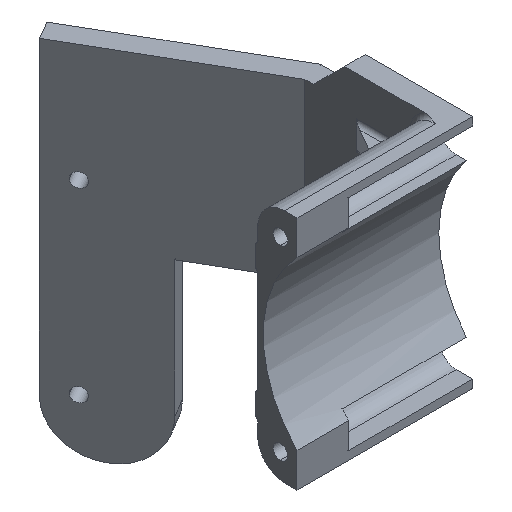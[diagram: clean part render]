
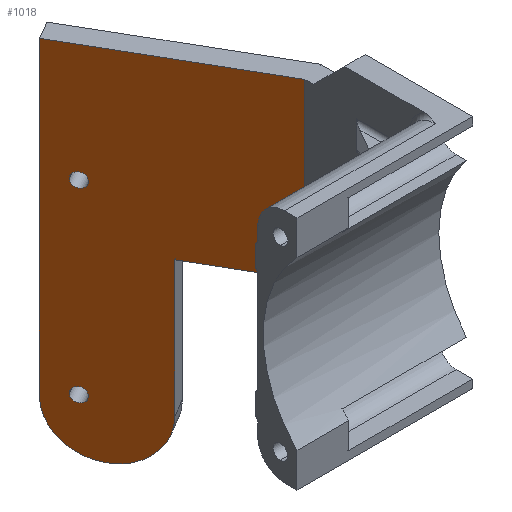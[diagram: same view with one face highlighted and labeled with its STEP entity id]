
A CAD part, isometric view. The second image highlights one B-rep face of the part: STEP entity #1018.
In plain terms, the highlighted planar face has unit normal (-0.866, -0.5, 0).
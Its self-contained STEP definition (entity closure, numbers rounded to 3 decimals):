
#11 = VERTEX_POINT ( 'NONE', #1599 ) ;
#15 = VECTOR ( 'NONE', #882, 1000. ) ;
#16 = ORIENTED_EDGE ( 'NONE', *, *, #456, .F. ) ;
#17 = FACE_BOUND ( 'NONE', #1705, .T. ) ;
#22 = DIRECTION ( 'NONE',  ( 0.5, -0.866, 0. ) ) ;
#52 = CARTESIAN_POINT ( 'NONE',  ( -5., 22.304, -44.793 ) ) ;
#108 = ORIENTED_EDGE ( 'NONE', *, *, #1243, .F. ) ;
#118 = VECTOR ( 'NONE', #1694, 1000. ) ;
#137 = EDGE_CURVE ( 'NONE', #2052, #1567, #200, .T. ) ;
#151 = DIRECTION ( 'NONE',  ( 0.866, 0.5, 0. ) ) ;
#200 = CIRCLE ( 'NONE', #1741, 12. ) ;
#204 = EDGE_LOOP ( 'NONE', ( #251, #1958, #967, #1462, #590, #705 ) ) ;
#237 = CARTESIAN_POINT ( 'NONE',  ( -28.526, 63.052, 18.809 ) ) ;
#251 = ORIENTED_EDGE ( 'NONE', *, *, #320, .T. ) ;
#278 = AXIS2_PLACEMENT_3D ( 'NONE', #506, #1815, #997 ) ;
#313 = VERTEX_POINT ( 'NONE', #1712 ) ;
#320 = EDGE_CURVE ( 'NONE', #313, #1545, #2022, .T. ) ;
#333 = VERTEX_POINT ( 'NONE', #1045 ) ;
#336 = CARTESIAN_POINT ( 'NONE',  ( -22.526, 52.659, -55.961 ) ) ;
#349 = CARTESIAN_POINT ( 'NONE',  ( -5., 22.304, 18.809 ) ) ;
#352 = EDGE_CURVE ( 'NONE', #1286, #1545, #1828, .T. ) ;
#365 = DIRECTION ( 'NONE',  ( 0.5, -0.866, 0. ) ) ;
#372 = CARTESIAN_POINT ( 'NONE',  ( -16.526, 42.267, 18.809 ) ) ;
#405 = CARTESIAN_POINT ( 'NONE',  ( -16.526, 42.267, -55.961 ) ) ;
#445 = VECTOR ( 'NONE', #555, 1000. ) ;
#456 = EDGE_CURVE ( 'NONE', #333, #11, #1468, .T. ) ;
#480 = AXIS2_PLACEMENT_3D ( 'NONE', #521, #1506, #1991 ) ;
#506 = CARTESIAN_POINT ( 'NONE',  ( -12.526, 35.339, -44.793 ) ) ;
#521 = CARTESIAN_POINT ( 'NONE',  ( -25.026, 56.99, -54.591 ) ) ;
#555 = DIRECTION ( 'NONE',  ( 0., 0., 1. ) ) ;
#556 = VERTEX_POINT ( 'NONE', #668 ) ;
#560 = DIRECTION ( 'NONE',  ( 0.5, -0.866, 0. ) ) ;
#590 = ORIENTED_EDGE ( 'NONE', *, *, #2040, .F. ) ;
#666 = FACE_BOUND ( 'NONE', #763, .T. ) ;
#668 = CARTESIAN_POINT ( 'NONE',  ( -24.176, 55.517, -54.591 ) ) ;
#705 = ORIENTED_EDGE ( 'NONE', *, *, #1290, .F. ) ;
#754 = AXIS2_PLACEMENT_3D ( 'NONE', #2066, #1586, #1232 ) ;
#763 = EDGE_LOOP ( 'NONE', ( #108, #16 ) ) ;
#817 = DIRECTION ( 'NONE',  ( 0.5, -0.866, 0. ) ) ;
#882 = DIRECTION ( 'NONE',  ( -0.5, 0.866, 0. ) ) ;
#943 = ORIENTED_EDGE ( 'NONE', *, *, #1890, .F. ) ;
#944 = CARTESIAN_POINT ( 'NONE',  ( -25.876, 58.462, -54.591 ) ) ;
#951 = VERTEX_POINT ( 'NONE', #1831 ) ;
#967 = ORIENTED_EDGE ( 'NONE', *, *, #1062, .F. ) ;
#997 = DIRECTION ( 'NONE',  ( -0.5, 0.866, 0. ) ) ;
#1002 = CARTESIAN_POINT ( 'NONE',  ( -25.026, 56.99, -54.591 ) ) ;
#1018 = ADVANCED_FACE ( 'NONE', ( #17, #666, #1975 ), #1163, .T. ) ;
#1041 = LINE ( 'NONE', #1544, #15 ) ;
#1045 = CARTESIAN_POINT ( 'NONE',  ( -24.176, 55.517, -9.591 ) ) ;
#1062 = EDGE_CURVE ( 'NONE', #1567, #1286, #1376, .T. ) ;
#1145 = CIRCLE ( 'NONE', #1824, 1.7 ) ;
#1163 = PLANE ( 'NONE',  #278 ) ;
#1232 = DIRECTION ( 'NONE',  ( 0.5, -0.866, 0. ) ) ;
#1243 = EDGE_CURVE ( 'NONE', #11, #333, #1145, .T. ) ;
#1286 = VERTEX_POINT ( 'NONE', #237 ) ;
#1290 = EDGE_CURVE ( 'NONE', #313, #951, #1041, .T. ) ;
#1334 = VECTOR ( 'NONE', #365, 1000. ) ;
#1339 = LINE ( 'NONE', #372, #1574 ) ;
#1376 = LINE ( 'NONE', #2035, #118 ) ;
#1462 = ORIENTED_EDGE ( 'NONE', *, *, #137, .F. ) ;
#1468 = CIRCLE ( 'NONE', #754, 1.7 ) ;
#1487 = CARTESIAN_POINT ( 'NONE',  ( -28.526, 63.052, -55.961 ) ) ;
#1506 = DIRECTION ( 'NONE',  ( -0.866, -0.5, 0. ) ) ;
#1544 = CARTESIAN_POINT ( 'NONE',  ( -12.526, 35.339, -23.191 ) ) ;
#1545 = VERTEX_POINT ( 'NONE', #349 ) ;
#1567 = VERTEX_POINT ( 'NONE', #1487 ) ;
#1574 = VECTOR ( 'NONE', #2029, 1000. ) ;
#1586 = DIRECTION ( 'NONE',  ( -0.866, -0.5, 0. ) ) ;
#1599 = CARTESIAN_POINT ( 'NONE',  ( -25.876, 58.462, -9.591 ) ) ;
#1608 = CIRCLE ( 'NONE', #1709, 1.7 ) ;
#1642 = CIRCLE ( 'NONE', #480, 1.7 ) ;
#1684 = DIRECTION ( 'NONE',  ( -0.866, -0.5, 0. ) ) ;
#1685 = ORIENTED_EDGE ( 'NONE', *, *, #2056, .F. ) ;
#1694 = DIRECTION ( 'NONE',  ( 0., 0., 1. ) ) ;
#1705 = EDGE_LOOP ( 'NONE', ( #1685, #943 ) ) ;
#1709 = AXIS2_PLACEMENT_3D ( 'NONE', #1002, #1789, #22 ) ;
#1712 = CARTESIAN_POINT ( 'NONE',  ( -5., 22.304, -23.191 ) ) ;
#1741 = AXIS2_PLACEMENT_3D ( 'NONE', #336, #151, #817 ) ;
#1789 = DIRECTION ( 'NONE',  ( -0.866, -0.5, 0. ) ) ;
#1815 = DIRECTION ( 'NONE',  ( -0.866, -0.5, 0. ) ) ;
#1824 = AXIS2_PLACEMENT_3D ( 'NONE', #2025, #1684, #560 ) ;
#1828 = LINE ( 'NONE', #2011, #1334 ) ;
#1830 = VERTEX_POINT ( 'NONE', #944 ) ;
#1831 = CARTESIAN_POINT ( 'NONE',  ( -16.526, 42.267, -23.191 ) ) ;
#1890 = EDGE_CURVE ( 'NONE', #556, #1830, #1608, .T. ) ;
#1958 = ORIENTED_EDGE ( 'NONE', *, *, #352, .F. ) ;
#1975 = FACE_OUTER_BOUND ( 'NONE', #204, .T. ) ;
#1991 = DIRECTION ( 'NONE',  ( 0.5, -0.866, 0. ) ) ;
#2011 = CARTESIAN_POINT ( 'NONE',  ( -12.526, 35.339, 18.809 ) ) ;
#2022 = LINE ( 'NONE', #52, #445 ) ;
#2025 = CARTESIAN_POINT ( 'NONE',  ( -25.026, 56.99, -9.591 ) ) ;
#2029 = DIRECTION ( 'NONE',  ( 0., 0., -1. ) ) ;
#2035 = CARTESIAN_POINT ( 'NONE',  ( -28.526, 63.052, 0. ) ) ;
#2040 = EDGE_CURVE ( 'NONE', #951, #2052, #1339, .T. ) ;
#2052 = VERTEX_POINT ( 'NONE', #405 ) ;
#2056 = EDGE_CURVE ( 'NONE', #1830, #556, #1642, .T. ) ;
#2066 = CARTESIAN_POINT ( 'NONE',  ( -25.026, 56.99, -9.591 ) ) ;
